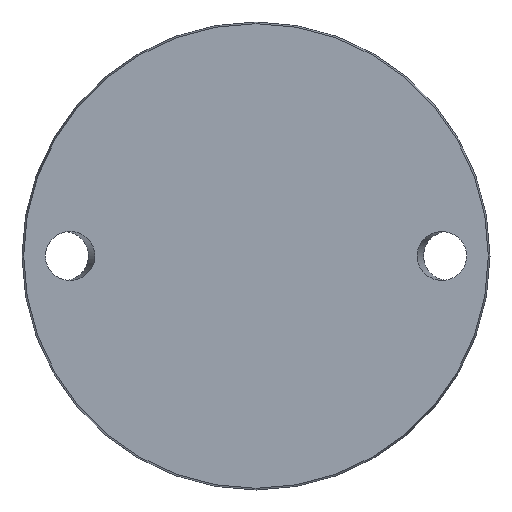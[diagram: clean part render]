
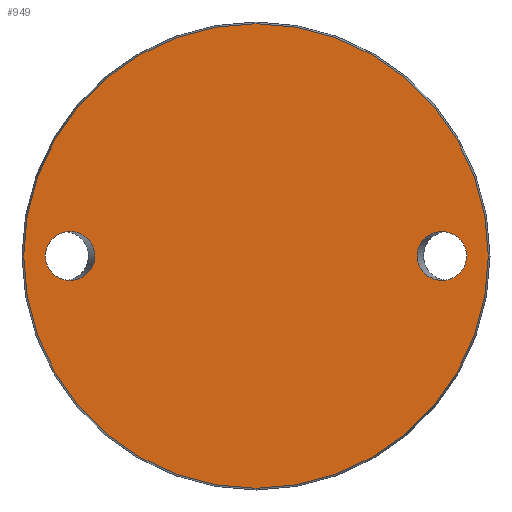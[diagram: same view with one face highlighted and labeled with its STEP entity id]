
A CAD part, front view. The second image highlights one B-rep face of the part: STEP entity #949.
In plain terms, the highlighted planar face has unit normal (0, -1, 0).
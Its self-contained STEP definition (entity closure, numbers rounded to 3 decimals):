
#16 = CARTESIAN_POINT ( 'NONE',  ( -54.385, 0., 0. ) ) ;
#46 = CARTESIAN_POINT ( 'NONE',  ( 54.385, 0., 0. ) ) ;
#81 = EDGE_LOOP ( 'NONE', ( #593 ) ) ;
#172 = DIRECTION ( 'NONE',  ( 0., 1., 0. ) ) ;
#182 = PLANE ( 'NONE',  #435 ) ;
#188 = CIRCLE ( 'NONE', #867, 78.425 ) ;
#189 = CARTESIAN_POINT ( 'NONE',  ( 54.385, 0., 0. ) ) ;
#197 = CARTESIAN_POINT ( 'NONE',  ( 54.385, 0., 0. ) ) ;
#232 = ORIENTED_EDGE ( 'NONE', *, *, #686, .F. ) ;
#284 = CARTESIAN_POINT ( 'NONE',  ( 54.385, 0., 16.5 ) ) ;
#319 = VERTEX_POINT ( 'NONE', #622 ) ;
#328 = DIRECTION ( 'NONE',  ( 0., 0., -1. ) ) ;
#385 = EDGE_LOOP ( 'NONE', ( #607 ) ) ;
#403 = EDGE_CURVE ( 'NONE', #319, #319, #430, .T. ) ;
#430 =( BOUNDED_CURVE ( )  B_SPLINE_CURVE ( 3, ( #860, #786, #628, #16, #783, #709, #872 ),
 .UNSPECIFIED., .T., .T. ) 
 B_SPLINE_CURVE_WITH_KNOTS ( ( 4, 3, 4 ),
 ( 0., 3.142, 6.283 ),
 .UNSPECIFIED. ) 
 CURVE ( )  GEOMETRIC_REPRESENTATION_ITEM ( )  RATIONAL_B_SPLINE_CURVE ( ( 1., 0.333, 0.333, 1., 0.333, 0.333, 1. ) ) 
 REPRESENTATION_ITEM ( '' )  );
#435 = AXIS2_PLACEMENT_3D ( 'NONE', #613, #172, #537 ) ;
#443 = EDGE_CURVE ( 'NONE', #820, #820, #188, .T. ) ;
#470 = FACE_BOUND ( 'NONE', #81, .T. ) ;
#485 = CARTESIAN_POINT ( 'NONE',  ( 71.115, 0., 0. ) ) ;
#532 =( BOUNDED_CURVE ( )  B_SPLINE_CURVE ( 3, ( #197, #730, #565, #485, #958, #284, #189 ),
 .UNSPECIFIED., .T., .F. ) 
 B_SPLINE_CURVE_WITH_KNOTS ( ( 4, 3, 4 ),
 ( 0., 3.142, 6.283 ),
 .UNSPECIFIED. ) 
 CURVE ( )  GEOMETRIC_REPRESENTATION_ITEM ( )  RATIONAL_B_SPLINE_CURVE ( ( 1., 0.333, 0.333, 1., 0.333, 0.333, 1. ) ) 
 REPRESENTATION_ITEM ( '' )  );
#537 = DIRECTION ( 'NONE',  ( 0., 0., 1. ) ) ;
#539 = DIRECTION ( 'NONE',  ( 0., -1., 0. ) ) ;
#541 = FACE_OUTER_BOUND ( 'NONE', #385, .T. ) ;
#565 = CARTESIAN_POINT ( 'NONE',  ( 71.115, 0., -16.5 ) ) ;
#579 = VERTEX_POINT ( 'NONE', #46 ) ;
#593 = ORIENTED_EDGE ( 'NONE', *, *, #403, .T. ) ;
#607 = ORIENTED_EDGE ( 'NONE', *, *, #443, .T. ) ;
#613 = CARTESIAN_POINT ( 'NONE',  ( -78.425, 0., 0. ) ) ;
#622 = CARTESIAN_POINT ( 'NONE',  ( -71.115, 0., 0. ) ) ;
#627 = FACE_BOUND ( 'NONE', #843, .T. ) ;
#628 = CARTESIAN_POINT ( 'NONE',  ( -54.385, 0., 16.5 ) ) ;
#638 = CARTESIAN_POINT ( 'NONE',  ( 0., 0., -78.425 ) ) ;
#686 = EDGE_CURVE ( 'NONE', #579, #579, #532, .T. ) ;
#709 = CARTESIAN_POINT ( 'NONE',  ( -71.115, 0., -16.5 ) ) ;
#730 = CARTESIAN_POINT ( 'NONE',  ( 54.385, 0., -16.5 ) ) ;
#783 = CARTESIAN_POINT ( 'NONE',  ( -54.385, 0., -16.5 ) ) ;
#786 = CARTESIAN_POINT ( 'NONE',  ( -71.115, 0., 16.5 ) ) ;
#820 = VERTEX_POINT ( 'NONE', #638 ) ;
#843 = EDGE_LOOP ( 'NONE', ( #232 ) ) ;
#860 = CARTESIAN_POINT ( 'NONE',  ( -71.115, 0., 0. ) ) ;
#867 = AXIS2_PLACEMENT_3D ( 'NONE', #938, #539, #328 ) ;
#872 = CARTESIAN_POINT ( 'NONE',  ( -71.115, 0., 0. ) ) ;
#938 = CARTESIAN_POINT ( 'NONE',  ( 0., 0., 0. ) ) ;
#949 = ADVANCED_FACE ( 'NONE', ( #470, #627, #541 ), #182, .F. ) ;
#958 = CARTESIAN_POINT ( 'NONE',  ( 71.115, 0., 16.5 ) ) ;
